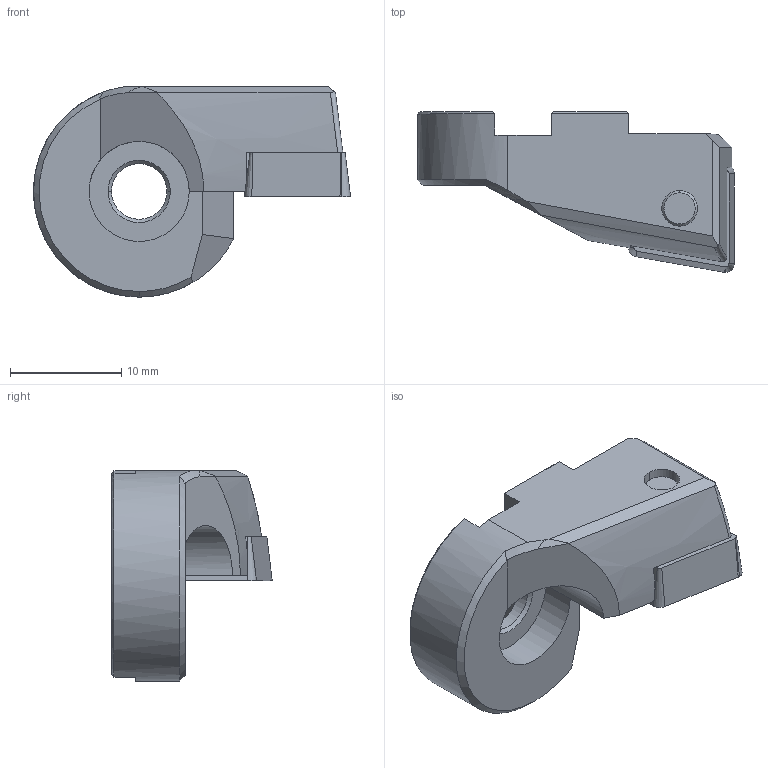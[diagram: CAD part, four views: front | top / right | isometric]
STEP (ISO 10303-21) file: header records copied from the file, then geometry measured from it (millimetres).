
FILE_DESCRIPTION(('no description'),'unknown implementation level');
FILE_NAME('F93FB5C8-F2C1-4509-AC8D-088B31B79DAB_export.stp',' ',('CIMSOURCE GmbH'),('CADClick - KiM GmbH - www.kimweb.de'),'unknown preprocess','ACIS','unknown authorization');
FILE_SCHEMA(('automotive_design'));
Length unit declared in the file: millimetre
Products named in the file (3): 626.352 Kaiser ENH 52 CC09 62-79|626.352 Kaiser ENH 52 CC09 62-79_Standard;NONE; 626.352 Kaiser ENH 52 CC09 62-79|654.952 Kaiser CCMT 09T308 K20C_Standard;NONE; 626.352 Kaiser ENH 52 CC09 62-79|694.141 Kaiser ETL M4x9.2 T15 IP 10S_Standard;NONE
Bounding box: 28.5 x 14.43 x 18.9 mm (x, y, z)
Volume: 2664.5 mm3; surface area: 2133.9 mm2
Topology: 3 solids, 3 shells, 124 faces, 314 edges, 196 vertices
Faces by surface type: plane 46, cylinder 42, cone 25, torus 8, bspline 3
Entity records: 8335 total; most frequent: CARTESIAN_POINT 1638, DIRECTION 699, STYLED_ITEM 637, PRESENTATION_STYLE_ASSIGNMENT 637, COLOUR_RGB 637, ORIENTED_EDGE 628, EDGE_CURVE 314, CURVE_STYLE 314
